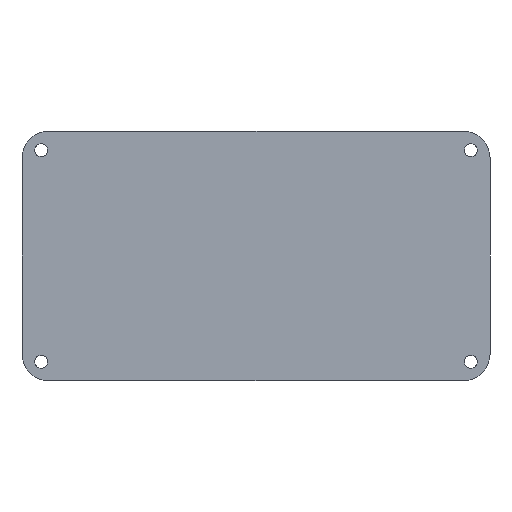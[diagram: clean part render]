
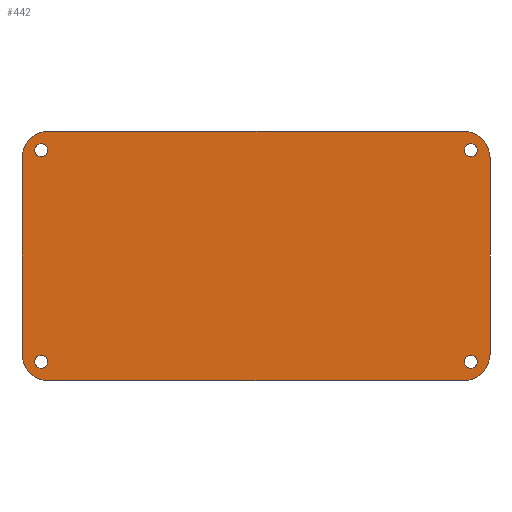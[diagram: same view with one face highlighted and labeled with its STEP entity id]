
A CAD part, front view. The second image highlights one B-rep face of the part: STEP entity #442.
In plain terms, the highlighted planar face has unit normal (0, -1, 0).
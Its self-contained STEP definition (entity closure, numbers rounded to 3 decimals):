
#19=FACE_BOUND('',#85,.T.);
#20=FACE_BOUND('',#86,.T.);
#21=FACE_BOUND('',#87,.T.);
#22=FACE_BOUND('',#88,.T.);
#36=PLANE('',#494);
#58=FACE_OUTER_BOUND('',#84,.T.);
#84=EDGE_LOOP('',(#401,#402,#403,#404,#405,#406,#407,#408));
#85=EDGE_LOOP('',(#409));
#86=EDGE_LOOP('',(#410));
#87=EDGE_LOOP('',(#411));
#88=EDGE_LOOP('',(#412));
#97=LINE('',#640,#141);
#110=LINE('',#681,#154);
#113=LINE('',#690,#157);
#128=LINE('',#722,#172);
#141=VECTOR('',#513,10.);
#154=VECTOR('',#548,10.);
#157=VECTOR('',#557,10.);
#172=VECTOR('',#594,10.);
#178=CIRCLE('',#459,7.);
#186=CIRCLE('',#470,7.);
#187=CIRCLE('',#473,7.);
#188=CIRCLE('',#476,7.);
#189=CIRCLE('',#487,1.7);
#190=CIRCLE('',#489,1.7);
#191=CIRCLE('',#491,1.7);
#192=CIRCLE('',#493,1.7);
#195=VERTEX_POINT('',#622);
#196=VERTEX_POINT('',#624);
#202=VERTEX_POINT('',#638);
#218=VERTEX_POINT('',#675);
#219=VERTEX_POINT('',#679);
#220=VERTEX_POINT('',#683);
#221=VERTEX_POINT('',#685);
#222=VERTEX_POINT('',#689);
#229=VERTEX_POINT('',#724);
#230=VERTEX_POINT('',#728);
#231=VERTEX_POINT('',#732);
#232=VERTEX_POINT('',#736);
#235=EDGE_CURVE('',#195,#196,#178,.T.);
#243=EDGE_CURVE('',#195,#202,#97,.T.);
#262=EDGE_CURVE('',#218,#202,#186,.T.);
#264=EDGE_CURVE('',#218,#219,#110,.T.);
#266=EDGE_CURVE('',#220,#221,#187,.T.);
#268=EDGE_CURVE('',#222,#221,#113,.T.);
#270=EDGE_CURVE('',#222,#219,#188,.T.);
#284=EDGE_CURVE('',#220,#196,#128,.T.);
#286=EDGE_CURVE('',#229,#229,#189,.T.);
#288=EDGE_CURVE('',#230,#230,#190,.T.);
#290=EDGE_CURVE('',#231,#231,#191,.T.);
#292=EDGE_CURVE('',#232,#232,#192,.T.);
#401=ORIENTED_EDGE('',*,*,#235,.F.);
#402=ORIENTED_EDGE('',*,*,#243,.T.);
#403=ORIENTED_EDGE('',*,*,#262,.F.);
#404=ORIENTED_EDGE('',*,*,#264,.T.);
#405=ORIENTED_EDGE('',*,*,#270,.F.);
#406=ORIENTED_EDGE('',*,*,#268,.T.);
#407=ORIENTED_EDGE('',*,*,#266,.F.);
#408=ORIENTED_EDGE('',*,*,#284,.T.);
#409=ORIENTED_EDGE('',*,*,#290,.F.);
#410=ORIENTED_EDGE('',*,*,#286,.F.);
#411=ORIENTED_EDGE('',*,*,#288,.F.);
#412=ORIENTED_EDGE('',*,*,#292,.F.);
#442=ADVANCED_FACE('',(#58,#19,#20,#21,#22),#36,.F.);
#459=AXIS2_PLACEMENT_3D('',#625,#502,#503);
#470=AXIS2_PLACEMENT_3D('',#677,#543,#544);
#473=AXIS2_PLACEMENT_3D('',#686,#552,#553);
#476=AXIS2_PLACEMENT_3D('',#693,#561,#562);
#487=AXIS2_PLACEMENT_3D('',#726,#598,#599);
#489=AXIS2_PLACEMENT_3D('',#730,#603,#604);
#491=AXIS2_PLACEMENT_3D('',#734,#608,#609);
#493=AXIS2_PLACEMENT_3D('',#738,#613,#614);
#494=AXIS2_PLACEMENT_3D('',#739,#615,#616);
#502=DIRECTION('center_axis',(0.,1.,0.));
#503=DIRECTION('ref_axis',(-0.707,0.,0.707));
#513=DIRECTION('',(0.,0.,-1.));
#543=DIRECTION('center_axis',(0.,1.,0.));
#544=DIRECTION('ref_axis',(-0.707,0.,-0.707));
#548=DIRECTION('',(1.,0.,0.));
#552=DIRECTION('center_axis',(0.,1.,0.));
#553=DIRECTION('ref_axis',(0.707,0.,0.707));
#557=DIRECTION('',(0.,0.,1.));
#561=DIRECTION('center_axis',(0.,1.,0.));
#562=DIRECTION('ref_axis',(0.707,0.,-0.707));
#594=DIRECTION('',(-1.,0.,0.));
#598=DIRECTION('center_axis',(0.,-1.,0.));
#599=DIRECTION('ref_axis',(1.,0.,0.));
#603=DIRECTION('center_axis',(0.,-1.,0.));
#604=DIRECTION('ref_axis',(1.,0.,0.));
#608=DIRECTION('center_axis',(0.,-1.,0.));
#609=DIRECTION('ref_axis',(1.,0.,0.));
#613=DIRECTION('center_axis',(0.,-1.,0.));
#614=DIRECTION('ref_axis',(1.,0.,0.));
#615=DIRECTION('center_axis',(0.,1.,0.));
#616=DIRECTION('ref_axis',(1.,0.,0.));
#622=CARTESIAN_POINT('',(-10.,22.,2.));
#624=CARTESIAN_POINT('',(-3.,22.,9.));
#625=CARTESIAN_POINT('Origin',(-3.,22.,2.));
#638=CARTESIAN_POINT('',(-10.,22.,-49.27));
#640=CARTESIAN_POINT('',(-10.,22.,9.));
#675=CARTESIAN_POINT('',(-3.,22.,-56.27));
#677=CARTESIAN_POINT('Origin',(-3.,22.,-49.27));
#679=CARTESIAN_POINT('',(105.24,22.,-56.27));
#681=CARTESIAN_POINT('',(-10.,22.,-56.27));
#683=CARTESIAN_POINT('',(105.24,22.,9.));
#685=CARTESIAN_POINT('',(112.24,22.,2.));
#686=CARTESIAN_POINT('Origin',(105.24,22.,2.));
#689=CARTESIAN_POINT('',(112.24,22.,-49.27));
#690=CARTESIAN_POINT('',(112.24,22.,-56.27));
#693=CARTESIAN_POINT('Origin',(105.24,22.,-49.27));
#722=CARTESIAN_POINT('',(112.24,22.,9.));
#724=CARTESIAN_POINT('',(-6.7,22.,4.));
#726=CARTESIAN_POINT('Origin',(-5.,22.,4.));
#728=CARTESIAN_POINT('',(105.54,22.,4.));
#730=CARTESIAN_POINT('Origin',(107.24,22.,4.));
#732=CARTESIAN_POINT('',(105.54,22.,-51.27));
#734=CARTESIAN_POINT('Origin',(107.24,22.,-51.27));
#736=CARTESIAN_POINT('',(-6.7,22.,-51.27));
#738=CARTESIAN_POINT('Origin',(-5.,22.,-51.27));
#739=CARTESIAN_POINT('Origin',(-5.,22.,-51.27));
